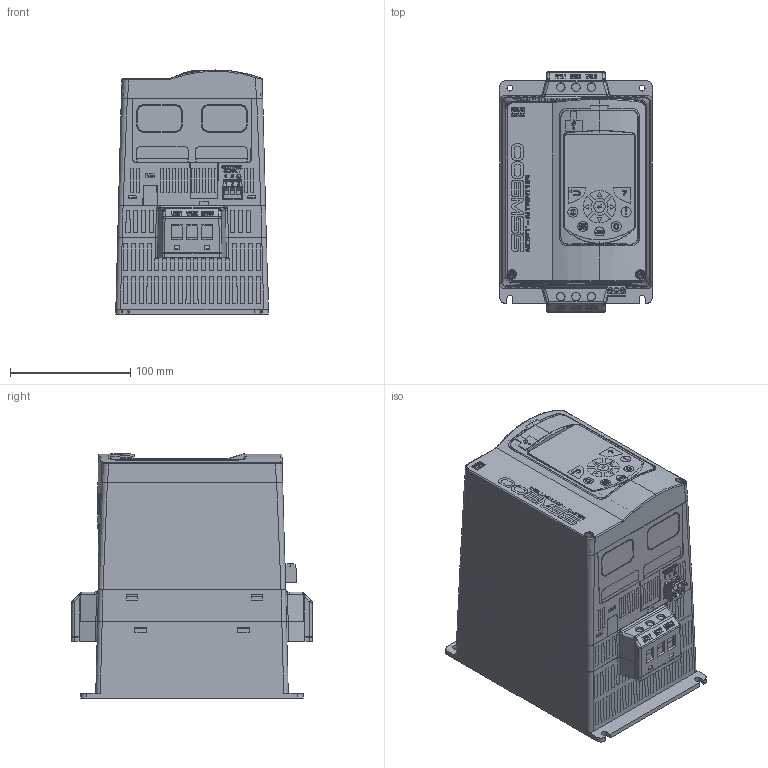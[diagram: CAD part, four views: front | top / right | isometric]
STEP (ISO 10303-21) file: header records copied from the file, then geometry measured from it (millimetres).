
FILE_DESCRIPTION (( 'STEP AP214' ), '1' );
FILE_NAME ('SSW900A0017T5E2B.STEP', '2024-09-11T12:55:23', ( '' ), ( '' ), 'SwSTEP 2.0', 'SolidWorks 2021', '' );
FILE_SCHEMA (( 'AUTOMOTIVE_DESIGN' ));
Length unit declared in the file: inch
Products named in the file (1): SSW900A0017T5E2B
Bounding box: 127.16 x 200.28 x 203.25 mm (x, y, z)
Volume: 687298.6 mm3; surface area: 355515.2 mm2
Topology: 3 solids, 6 shells, 4554 faces, 12339 edges, 8174 vertices
Faces by surface type: plane 3611, bspline 530, cylinder 239, cone 174
Entity records: 176127 total; most frequent: CARTESIAN_POINT 66778, ORIENTED_EDGE 24674, DIRECTION 18729, EDGE_CURVE 12337, VECTOR 9601, LINE 9601, VERTEX_POINT 8174, EDGE_LOOP 5047
